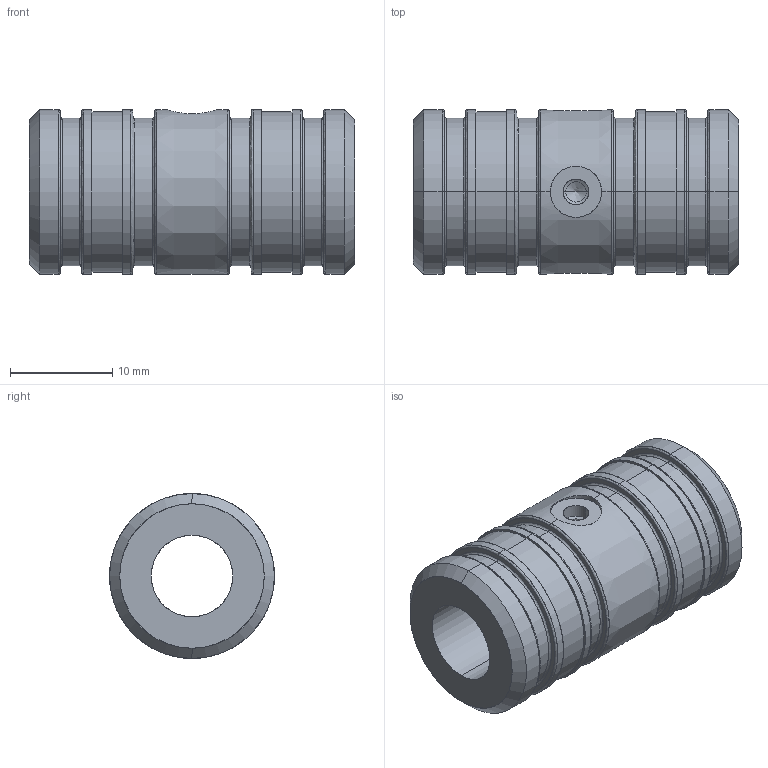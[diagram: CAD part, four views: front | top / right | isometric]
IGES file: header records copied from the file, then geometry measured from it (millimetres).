
Start section: SolidWorks IGES file using analytic representation for surfaces
Global section: file name: oav0312ib.IGS; native system: SolidWorks 2014; preprocessor: SolidWorks 2014; author: Mena; date: 160929.125336; units: inch
Bounding box: 31.75 x 16.1 x 16.1 mm (x, y, z)
Surface area: 2914.8 mm2 (no closed solid volume)
Topology: 0 solids, 0 shells, 89 faces, 1320 edges, 1318 vertices
Faces by surface type: bspline 47, revolution 42
